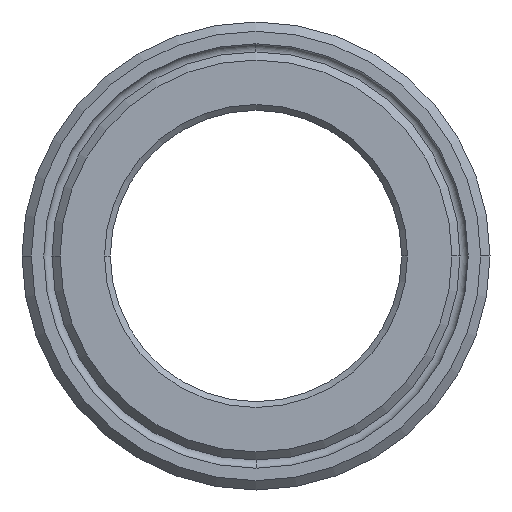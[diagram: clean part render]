
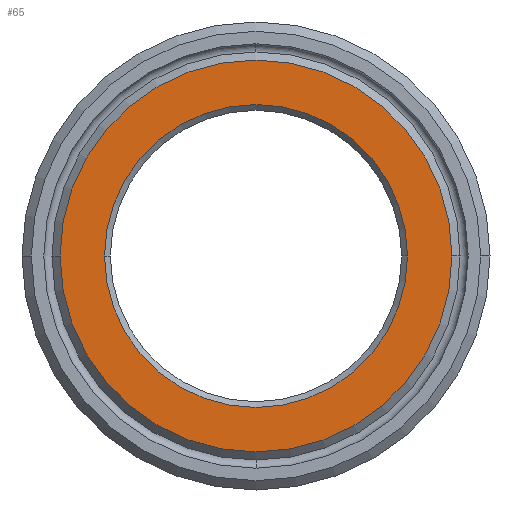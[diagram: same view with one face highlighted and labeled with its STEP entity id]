
A CAD part, left-side view. The second image highlights one B-rep face of the part: STEP entity #65.
In plain terms, the highlighted planar face has unit normal (-1, 0, 0).
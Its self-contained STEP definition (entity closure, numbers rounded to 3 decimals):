
#65=ADVANCED_FACE('',(#143,#144),#145,.T.);
#143=FACE_BOUND('',#234,.T.);
#144=FACE_OUTER_BOUND('',#235,.T.);
#145=PLANE('',#236);
#234=EDGE_LOOP('',(#355,#356));
#235=EDGE_LOOP('',(#357,#358));
#236=AXIS2_PLACEMENT_3D('',#359,#360,#361);
#355=ORIENTED_EDGE('',*,*,#541,.T.);
#356=ORIENTED_EDGE('',*,*,#552,.T.);
#357=ORIENTED_EDGE('',*,*,#553,.F.);
#358=ORIENTED_EDGE('',*,*,#554,.F.);
#359=CARTESIAN_POINT('',(0.,17.587,0.0));
#360=DIRECTION('',(-1.0,0.,0.0));
#361=DIRECTION('',(0.,-1.0,-0.0));
#541=EDGE_CURVE('',#637,#641,#643,.T.);
#552=EDGE_CURVE('',#641,#637,#660,.T.);
#553=EDGE_CURVE('',#661,#662,#663,.T.);
#554=EDGE_CURVE('',#662,#661,#664,.T.);
#637=VERTEX_POINT('',#758);
#641=VERTEX_POINT('',#763);
#643=CIRCLE('',#766,15.6);
#660=CIRCLE('',#787,15.6);
#661=VERTEX_POINT('',#788);
#662=VERTEX_POINT('',#789);
#663=CIRCLE('',#790,20.174);
#664=CIRCLE('',#791,20.174);
#758=CARTESIAN_POINT('',(0.0,15.6,0.0));
#763=CARTESIAN_POINT('',(0.,-15.6,0.));
#766=AXIS2_PLACEMENT_3D('',#891,#892,#893);
#787=AXIS2_PLACEMENT_3D('',#907,#908,#909);
#788=CARTESIAN_POINT('',(0.,20.174,0.0));
#789=CARTESIAN_POINT('',(0.,-20.174,0.));
#790=AXIS2_PLACEMENT_3D('',#910,#911,#912);
#791=AXIS2_PLACEMENT_3D('',#913,#914,#915);
#891=CARTESIAN_POINT('',(0.,0.0,0.0));
#892=DIRECTION('',(1.0,0.,-0.0));
#893=DIRECTION('',(0.,1.0,0.0));
#907=CARTESIAN_POINT('',(0.,0.0,0.0));
#908=DIRECTION('',(1.0,0.,-0.0));
#909=DIRECTION('',(0.,1.0,0.0));
#910=CARTESIAN_POINT('',(0.,0.0,0.0));
#911=DIRECTION('',(1.0,0.0,0.0));
#912=DIRECTION('',(0.0,1.0,0.0));
#913=CARTESIAN_POINT('',(0.,0.0,0.0));
#914=DIRECTION('',(1.0,0.0,0.0));
#915=DIRECTION('',(0.0,1.0,0.0));
